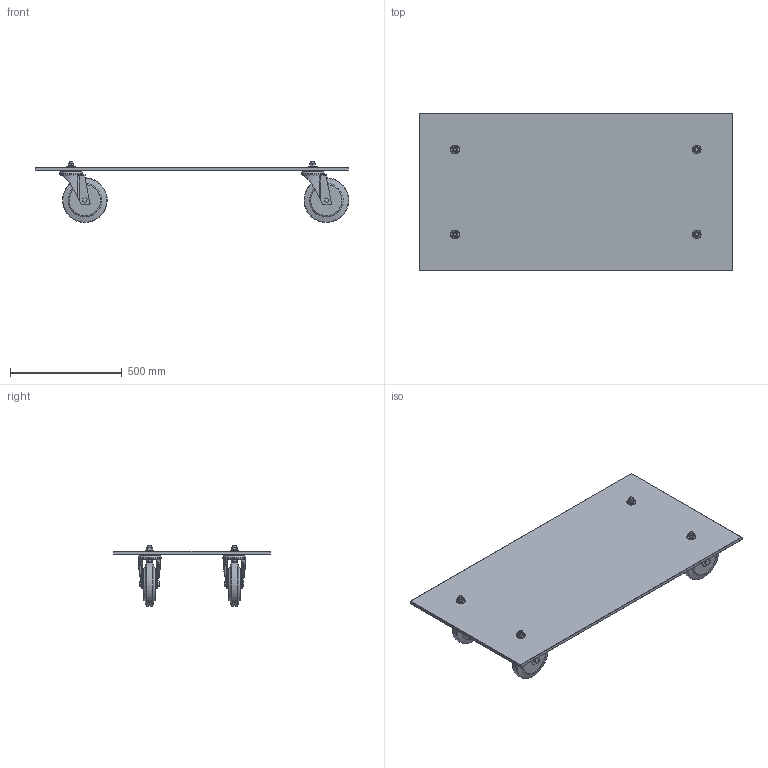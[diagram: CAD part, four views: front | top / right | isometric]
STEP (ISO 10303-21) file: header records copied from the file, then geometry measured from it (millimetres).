
FILE_DESCRIPTION(/* description */ (''),/* implementation_level */ '2;1');
FILE_NAME(/* name */ 'COMPLEMENTI D''F1000TB150TR00.stp',/* time_stamp */ '2020-01-22T12:05:06+01:00',/* author */ ('sghezzi'),/* organization */ (''),/* preprocessor_version */ 'ST-DEVELOPER v17.2',/* originating_system */ 'Autodesk Inventor 2019',/* authorisation */ '');
FILE_SCHEMA (('AUTOMOTIVE_DESIGN { 1 0 10303 214 3 1 1 }'));
Length unit declared in the file: millimetre
Products named in the file (13): 2652; 025033001 Piano 1400 x 1400; ruota; forcellarotazione; ruota_1; tubetto fil M16x74; forcella; 060006000; ruotadado; ruotatubettofil c-dado; ruotatubo; 063012000; 063011000
Assembly tree (27 placements, depth 3):
  2652
    025033001 Piano 1400 x 1400
    060006000  x4
    063011000  x4
    063012000  x4
    ruota  x4
      forcellarotazione
      ruota_1
      tubetto fil M16x74
      forcella
      060006000
      ruotadado
      ruotatubettofil c-dado
      ruotatubo
      063012000
      063011000
Bounding box: 1401.26 x 700 x 272.72 mm (x, y, z)
Volume: 20931364.1 mm3; surface area: 2781911 mm2
Topology: 53 solids, 53 shells, 526 faces, 1232 edges, 824 vertices
Faces by surface type: plane 278, cylinder 152, cone 52, torus 20, sphere 16, bspline 8
Full cylindrical faces by diameter (mm): 12 x16, 12.1 x4, 16 x20, 17 x16, 20 x12, 39 x8, 40 x8, 103 x4, 200 x4
Entity records: 4706 total; most frequent: CARTESIAN_POINT 968, DIRECTION 762, ORIENTED_EDGE 610, EDGE_CURVE 305, AXIS2_PLACEMENT_3D 303, VERTEX_POINT 200, EDGE_LOOP 161, LINE 156
